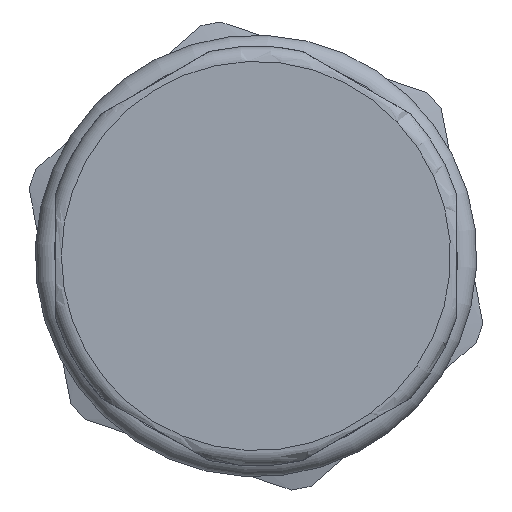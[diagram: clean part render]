
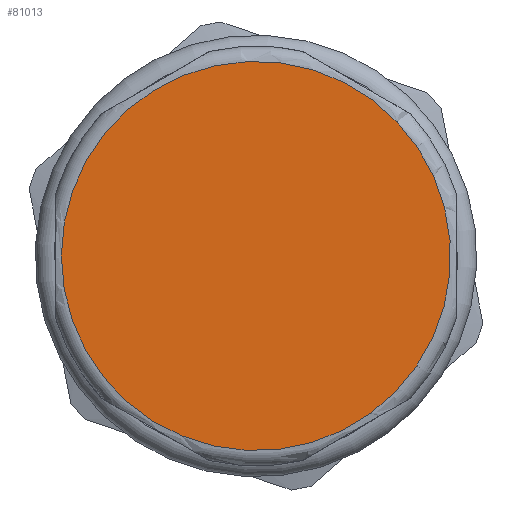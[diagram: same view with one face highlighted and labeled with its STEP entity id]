
A CAD part, left-side view. The second image highlights one B-rep face of the part: STEP entity #81013.
In plain terms, the highlighted planar face has unit normal (-1, 0, 0).
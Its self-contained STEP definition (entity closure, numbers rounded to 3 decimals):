
#80920=CARTESIAN_POINT('',(0.,10.2,0.0));
#80921=VERTEX_POINT('',#80920);
#80922=CARTESIAN_POINT('',(0.,0.0,0.0));
#80923=DIRECTION('',(1.0,0.0,0.0));
#80924=DIRECTION('',(0.0,-1.0,0.0));
#80925=AXIS2_PLACEMENT_3D('',#80922,#80923,#80924);
#80926=CIRCLE('',#80925,10.2);
#80927=EDGE_CURVE('',#80921,#80921,#80926,.T.);
#81005=CARTESIAN_POINT('',(0.,8.75,0.0));
#81006=DIRECTION('',(-1.0,0.0,0.0));
#81007=DIRECTION('',(0.0,0.0,1.0));
#81008=AXIS2_PLACEMENT_3D('',#81005,#81006,#81007);
#81009=PLANE('',#81008);
#81010=ORIENTED_EDGE('',*,*,#80927,.F.);
#81011=EDGE_LOOP('',(#81010));
#81012=FACE_OUTER_BOUND('',#81011,.T.);
#81013=ADVANCED_FACE('',(#81012),#81009,.T.);
